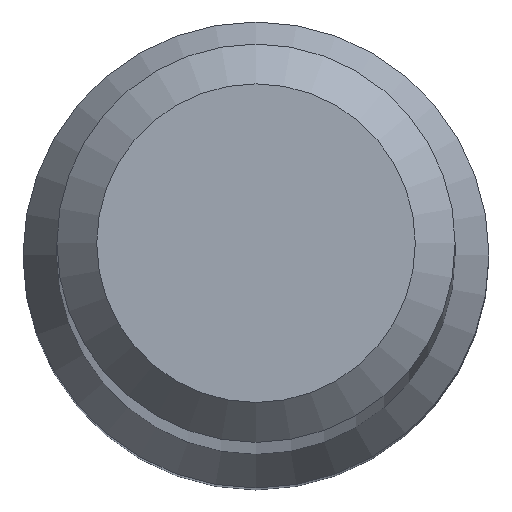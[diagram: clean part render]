
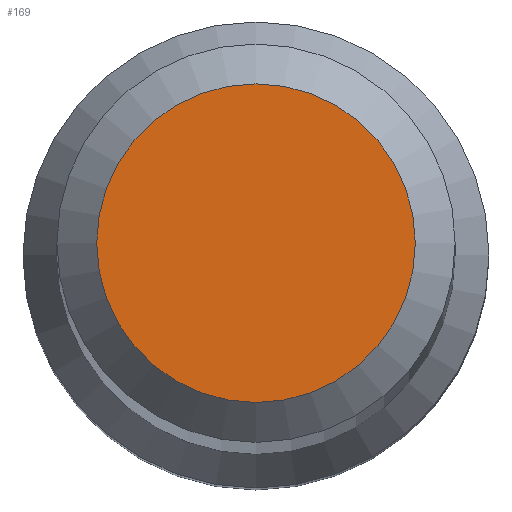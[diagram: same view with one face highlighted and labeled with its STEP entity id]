
A CAD part, top view. The second image highlights one B-rep face of the part: STEP entity #169.
In plain terms, the highlighted planar face has unit normal (0, 0, 1).
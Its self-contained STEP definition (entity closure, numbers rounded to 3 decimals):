
#4 = VERTEX_POINT ( 'NONE', #136 ) ;
#10 = EDGE_LOOP ( 'NONE', ( #162 ) ) ;
#37 = DIRECTION ( 'NONE',  ( 0., 1., 0. ) ) ;
#38 = PLANE ( 'NONE',  #238 ) ;
#39 = CIRCLE ( 'NONE', #94, 1.6 ) ;
#51 = DIRECTION ( 'NONE',  ( 0., 0., -1. ) ) ;
#94 = AXIS2_PLACEMENT_3D ( 'NONE', #191, #205, #103 ) ;
#103 = DIRECTION ( 'NONE',  ( 0., 1., 0. ) ) ;
#136 = CARTESIAN_POINT ( 'NONE',  ( 0., 1.6, 80. ) ) ;
#155 = EDGE_CURVE ( 'NONE', #4, #4, #39, .T. ) ;
#162 = ORIENTED_EDGE ( 'NONE', *, *, #155, .F. ) ;
#169 = ADVANCED_FACE ( 'NONE', ( #203 ), #38, .F. ) ;
#191 = CARTESIAN_POINT ( 'NONE',  ( 0., 0., 80. ) ) ;
#203 = FACE_OUTER_BOUND ( 'NONE', #10, .T. ) ;
#205 = DIRECTION ( 'NONE',  ( 0., 0., -1. ) ) ;
#206 = CARTESIAN_POINT ( 'NONE',  ( 0., 0., 80. ) ) ;
#238 = AXIS2_PLACEMENT_3D ( 'NONE', #206, #51, #37 ) ;
